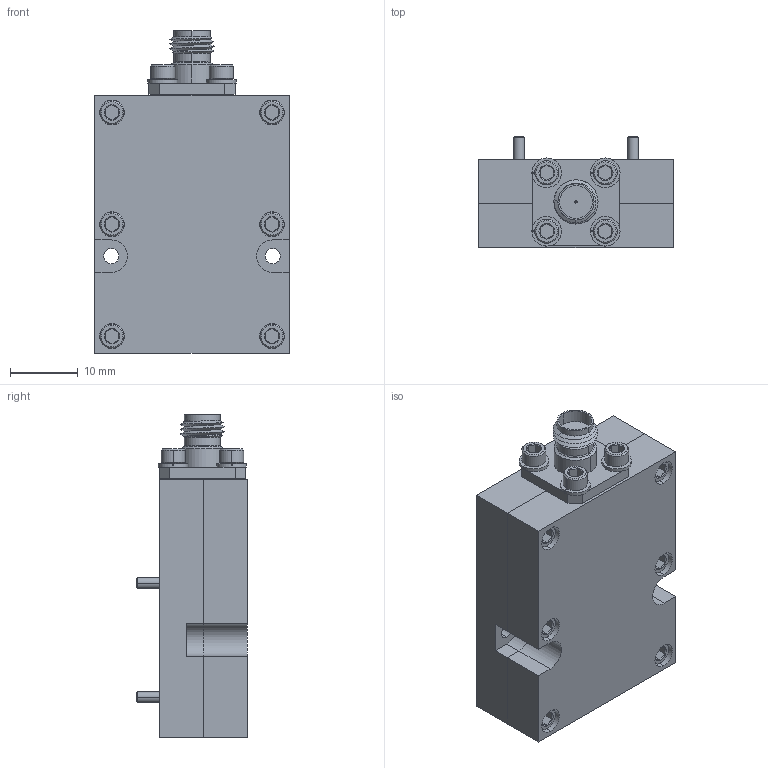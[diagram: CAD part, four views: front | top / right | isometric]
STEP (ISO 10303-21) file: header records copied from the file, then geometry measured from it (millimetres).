
FILE_DESCRIPTION (( 'STEP AP203' ), '1' );
FILE_NAME ('SFP-223SF-S1.STEP', '2018-08-15T22:31:51', ( '' ), ( '' ), 'SwSTEP 2.0', 'SolidWorks 2016', '' );
FILE_SCHEMA (( 'CONFIG_CONTROL_DESIGN' ));
Length unit declared in the file: inch
Products named in the file (1): SFP-223SF-S1
Bounding box: 28.7 x 16.37 x 47.62 mm (x, y, z)
Surface area: 5427.8 mm2 (no closed solid volume)
Topology: 0 solids, 19 shells, 324 faces, 767 edges, 472 vertices
Faces by surface type: plane 132, cone 118, cylinder 70, torus 2, bspline 2
Entity records: 10453 total; most frequent: CARTESIAN_POINT 2999, DIRECTION 1612, ORIENTED_EDGE 1363, EDGE_CURVE 767, AXIS2_PLACEMENT_3D 619, VERTEX_POINT 472, LINE 374, VECTOR 374
